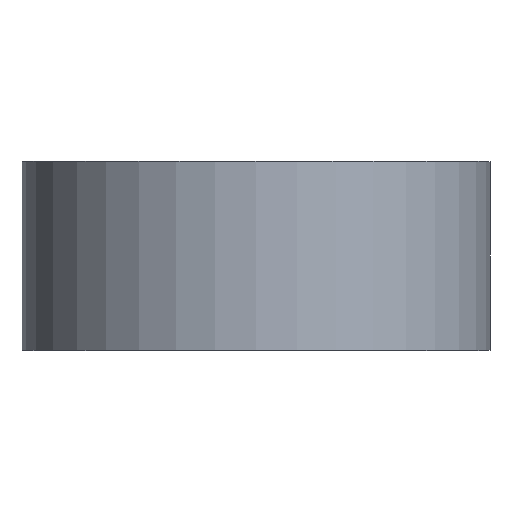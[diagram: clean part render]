
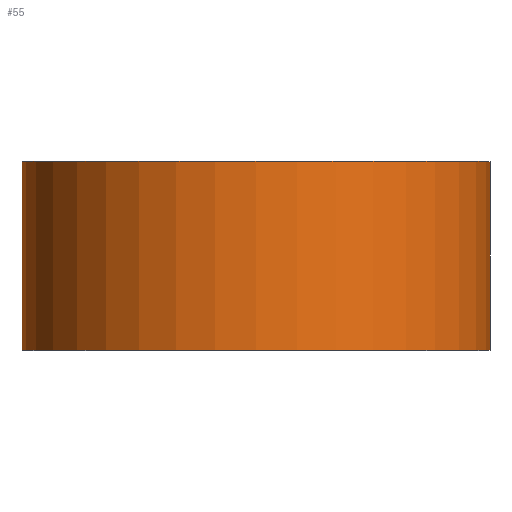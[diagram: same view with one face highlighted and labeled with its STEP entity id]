
A CAD part, top view. The second image highlights one B-rep face of the part: STEP entity #55.
In plain terms, the highlighted cylindrical face has radius 1.263 mm (diameter 2.527 mm), a full revolution.
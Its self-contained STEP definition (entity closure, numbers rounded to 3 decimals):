
#13=CYLINDRICAL_SURFACE('',#76,1.263);
#20=ORIENTED_EDGE('',*,*,#23,.F.);
#21=ORIENTED_EDGE('',*,*,#25,.T.);
#23=EDGE_CURVE('',#27,#27,#31,.T.);
#25=EDGE_CURVE('',#29,#29,#33,.T.);
#27=VERTEX_POINT('',#100);
#29=VERTEX_POINT('',#105);
#31=CIRCLE('',#71,1.263);
#33=CIRCLE('',#74,1.263);
#40=EDGE_LOOP('',(#20));
#41=EDGE_LOOP('',(#21));
#48=FACE_BOUND('',#40,.T.);
#49=FACE_BOUND('',#41,.T.);
#55=ADVANCED_FACE('',(#48,#49),#13,.T.);
#71=AXIS2_PLACEMENT_3D('',#99,#83,#84);
#74=AXIS2_PLACEMENT_3D('',#104,#89,#90);
#76=AXIS2_PLACEMENT_3D('',#107,#93,#94);
#83=DIRECTION('',(0.,-1.,0.));
#84=DIRECTION('',(1.,0.,0.));
#89=DIRECTION('',(0.,-1.,0.));
#90=DIRECTION('',(1.,0.,0.));
#93=DIRECTION('',(0.,1.,0.));
#94=DIRECTION('',(1.,0.,0.));
#99=CARTESIAN_POINT('',(20.98,-1.02,8.579));
#100=CARTESIAN_POINT('',(22.243,-1.02,8.579));
#104=CARTESIAN_POINT('',(20.98,0.,8.579));
#105=CARTESIAN_POINT('',(22.243,0.,8.579));
#107=CARTESIAN_POINT('',(20.98,0.,8.579));
